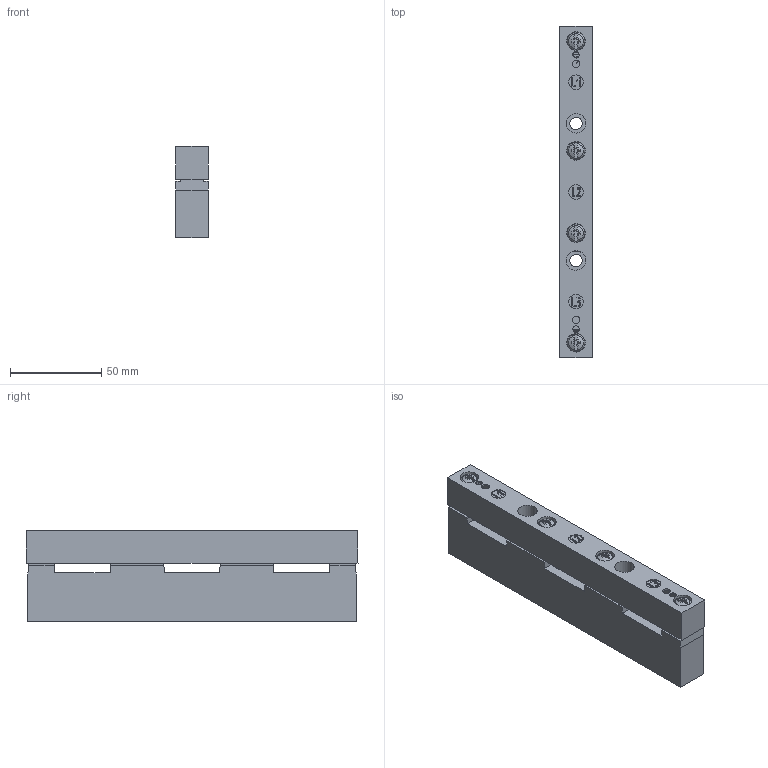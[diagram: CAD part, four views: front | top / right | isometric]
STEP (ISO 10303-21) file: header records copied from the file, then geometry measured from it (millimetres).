
FILE_DESCRIPTION(('CATIA V5 STEP'),'2;1');
FILE_NAME('G1431006_L_Sammelschienentraeger SST-60_3-5.stp','2015-08-11T13:43:20+00:00',('none'),('Jean Müller GmbH'),'CATIA Version 5 Release 19 SP 9 (IN-10)','CATIA V5 STEP AP214','none');
FILE_SCHEMA(('AUTOMOTIVE_DESIGN { 1 0 10303 214 1 1 1 1 }'));
Length unit declared in the file: millimetre
Products named in the file (4): G1431006_L_Sammelschienentraeger SST-60/3-5; 33675_02_L_SST- Unterteil 3-polig-SST-60/3_27mm_30x5; 33676_L_SST-Oberteil 3-polig-SST-60/3; 67481_Ejot-PT-Schraube
Assembly tree (6 placements, depth 2):
  G1431006_L_Sammelschienentraeger SST-60/3-5
    33675_02_L_SST- Unterteil 3-polig-SST-60/3_27mm_30x5
    33676_L_SST-Oberteil 3-polig-SST-60/3
    67481_Ejot-PT-Schraube  x4
Bounding box: 18 x 181.6 x 50.22 mm (x, y, z)
Volume: 105966.7 mm3; surface area: 52697.1 mm2
Topology: 6 solids, 6 shells, 932 faces, 2160 edges, 1280 vertices
Faces by surface type: plane 682, cylinder 112, torus 94, cone 32, sphere 12
Entity records: 13342 total; most frequent: CARTESIAN_POINT 2686, ORIENTED_EDGE 2382, DIRECTION 1726, EDGE_CURVE 1191, VECTOR 830, LINE 830, VERTEX_POINT 752, AXIS2_PLACEMENT_3D 577
